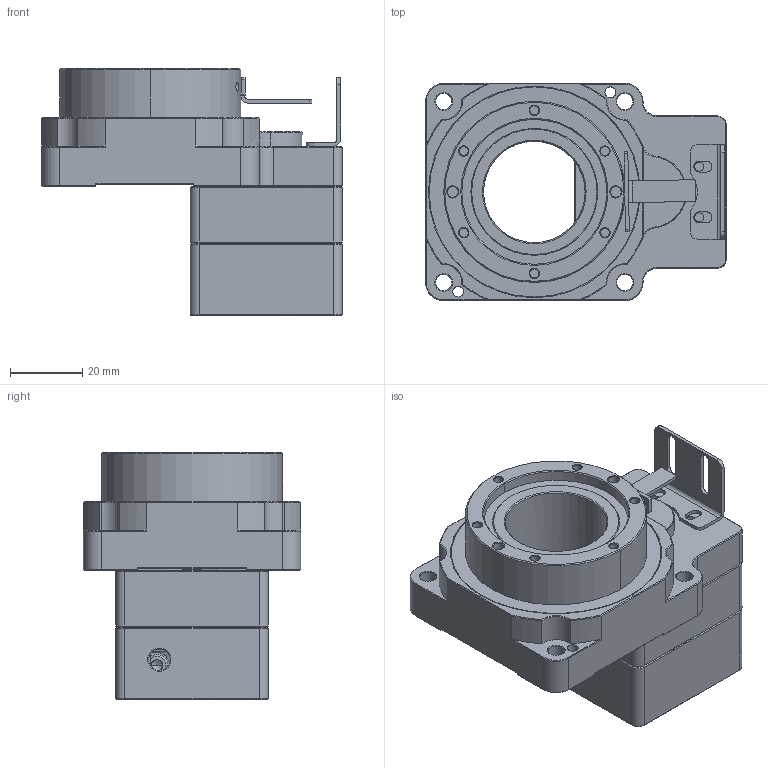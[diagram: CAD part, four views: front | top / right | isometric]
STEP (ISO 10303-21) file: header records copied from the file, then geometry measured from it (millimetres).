
FILE_DESCRIPTION (( 'STEP AP214' ), '1' );
FILE_NAME ('TH060-5-8-25-30-46-M4.STEP', '2022-04-02T06:24:18', ( '' ), ( '' ), 'SwSTEP 2.0', 'SolidWorks 2021', '' );
FILE_SCHEMA (( 'AUTOMOTIVE_DESIGN' ));
Length unit declared in the file: millimetre
Products named in the file (1): TH060-5-8-25-30-46-M4
Bounding box: 83 x 60 x 68.2 mm (x, y, z)
Volume: 130076.6 mm3; surface area: 37268.7 mm2
Topology: 1 solids, 21 shells, 939 faces, 2244 edges, 1362 vertices
Faces by surface type: plane 371, cylinder 295, cone 249, torus 24
Entity records: 27739 total; most frequent: CARTESIAN_POINT 5676, DIRECTION 4848, ORIENTED_EDGE 4424, EDGE_CURVE 2212, AXIS2_PLACEMENT_3D 1879, VERTEX_POINT 1362, LINE 1090, VECTOR 1090
